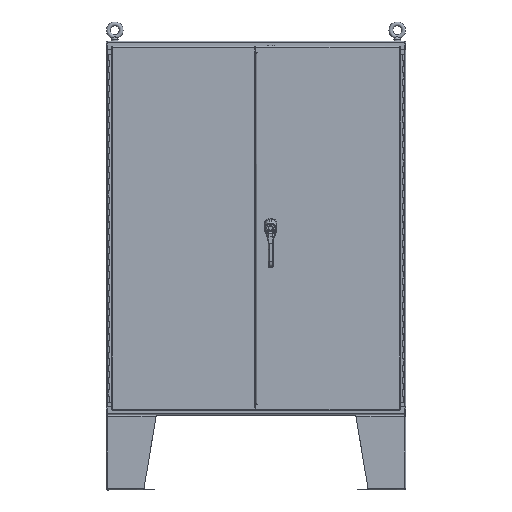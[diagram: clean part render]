
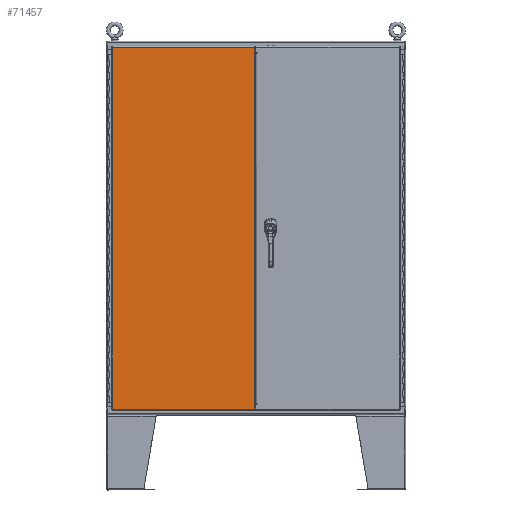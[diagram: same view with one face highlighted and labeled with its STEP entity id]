
A CAD part, top view. The second image highlights one B-rep face of the part: STEP entity #71457.
In plain terms, the highlighted face is planar.
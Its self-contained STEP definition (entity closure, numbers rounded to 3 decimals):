
#12261=PLANE('',#75827);
#13699=FACE_OUTER_BOUND('',#16848,.T.);
#16848=EDGE_LOOP('',(#56453,#56454,#56455,#56456,#56457,#56458,#56459,#56460,
#56461,#56462,#56463,#56464));
#20303=LINE('',#102989,#25705);
#20306=LINE('',#102999,#25708);
#20309=LINE('',#103006,#25711);
#20313=LINE('',#103013,#25715);
#20315=LINE('',#103017,#25717);
#20316=LINE('',#103019,#25718);
#20317=LINE('',#103021,#25719);
#20318=LINE('',#103023,#25720);
#20319=LINE('',#103025,#25721);
#20320=LINE('',#103027,#25722);
#20321=LINE('',#103029,#25723);
#20322=LINE('',#103030,#25724);
#25705=VECTOR('',#83600,0.394);
#25708=VECTOR('',#83613,0.394);
#25711=VECTOR('',#83618,0.394);
#25715=VECTOR('',#83624,0.394);
#25717=VECTOR('',#83628,0.394);
#25718=VECTOR('',#83629,0.394);
#25719=VECTOR('',#83630,0.394);
#25720=VECTOR('',#83631,0.394);
#25721=VECTOR('',#83632,0.394);
#25722=VECTOR('',#83633,0.394);
#25723=VECTOR('',#83634,0.394);
#25724=VECTOR('',#83635,0.394);
#34736=VERTEX_POINT('',#102976);
#34737=VERTEX_POINT('',#102988);
#34739=VERTEX_POINT('',#102998);
#34741=VERTEX_POINT('',#103004);
#34742=VERTEX_POINT('',#103005);
#34745=VERTEX_POINT('',#103016);
#34746=VERTEX_POINT('',#103018);
#34747=VERTEX_POINT('',#103020);
#34748=VERTEX_POINT('',#103022);
#34749=VERTEX_POINT('',#103024);
#34750=VERTEX_POINT('',#103026);
#34751=VERTEX_POINT('',#103028);
#44560=EDGE_CURVE('',#34737,#34736,#20303,.T.);
#44565=EDGE_CURVE('',#34739,#34737,#20306,.T.);
#44568=EDGE_CURVE('',#34741,#34742,#20309,.T.);
#44572=EDGE_CURVE('',#34742,#34739,#20313,.T.);
#44574=EDGE_CURVE('',#34736,#34745,#20315,.T.);
#44575=EDGE_CURVE('',#34745,#34746,#20316,.T.);
#44576=EDGE_CURVE('',#34746,#34747,#20317,.T.);
#44577=EDGE_CURVE('',#34747,#34748,#20318,.T.);
#44578=EDGE_CURVE('',#34748,#34749,#20319,.T.);
#44579=EDGE_CURVE('',#34749,#34750,#20320,.T.);
#44580=EDGE_CURVE('',#34750,#34751,#20321,.T.);
#44581=EDGE_CURVE('',#34751,#34741,#20322,.T.);
#56453=ORIENTED_EDGE('',*,*,#44568,.T.);
#56454=ORIENTED_EDGE('',*,*,#44572,.T.);
#56455=ORIENTED_EDGE('',*,*,#44565,.T.);
#56456=ORIENTED_EDGE('',*,*,#44560,.T.);
#56457=ORIENTED_EDGE('',*,*,#44574,.T.);
#56458=ORIENTED_EDGE('',*,*,#44575,.T.);
#56459=ORIENTED_EDGE('',*,*,#44576,.T.);
#56460=ORIENTED_EDGE('',*,*,#44577,.T.);
#56461=ORIENTED_EDGE('',*,*,#44578,.T.);
#56462=ORIENTED_EDGE('',*,*,#44579,.T.);
#56463=ORIENTED_EDGE('',*,*,#44580,.T.);
#56464=ORIENTED_EDGE('',*,*,#44581,.T.);
#71457=ADVANCED_FACE('',(#13699),#12261,.F.);
#75827=AXIS2_PLACEMENT_3D('',#103015,#83626,#83627);
#83600=DIRECTION('',(0.,-1.,0.));
#83613=DIRECTION('',(1.,0.,0.));
#83618=DIRECTION('',(-1.,0.,0.));
#83624=DIRECTION('',(0.,-1.,0.));
#83626=DIRECTION('center_axis',(0.,0.,1.));
#83627=DIRECTION('ref_axis',(1.,0.,0.));
#83628=DIRECTION('',(-1.,0.,0.));
#83629=DIRECTION('',(0.,-1.,0.));
#83630=DIRECTION('',(1.,0.,0.));
#83631=DIRECTION('',(0.,-1.,0.));
#83632=DIRECTION('',(-1.,0.,0.));
#83633=DIRECTION('',(0.,1.,0.));
#83634=DIRECTION('',(1.,0.,0.));
#83635=DIRECTION('',(0.,-1.,0.));
#102976=CARTESIAN_POINT('',(11.438,-28.49,0.));
#102988=CARTESIAN_POINT('',(11.438,28.49,0.));
#102989=CARTESIAN_POINT('',(11.438,14.245,0.));
#102998=CARTESIAN_POINT('',(11.437,28.49,0.));
#102999=CARTESIAN_POINT('',(5.719,28.49,0.));
#103004=CARTESIAN_POINT('',(11.531,28.49,0.));
#103005=CARTESIAN_POINT('',(11.437,28.49,0.));
#103006=CARTESIAN_POINT('',(5.766,28.49,0.));
#103013=CARTESIAN_POINT('',(11.437,14.245,0.));
#103015=CARTESIAN_POINT('Origin',(0.,0.,0.));
#103016=CARTESIAN_POINT('',(11.437,-28.49,0.));
#103017=CARTESIAN_POINT('',(5.766,-28.49,0.));
#103018=CARTESIAN_POINT('',(11.437,-28.49,0.));
#103019=CARTESIAN_POINT('',(11.437,-14.245,0.));
#103020=CARTESIAN_POINT('',(11.531,-28.49,0.));
#103021=CARTESIAN_POINT('',(5.719,-28.49,0.));
#103022=CARTESIAN_POINT('',(11.531,-29.084,0.));
#103023=CARTESIAN_POINT('',(11.531,29.281,0.));
#103024=CARTESIAN_POINT('',(-11.334,-29.084,0.));
#103025=CARTESIAN_POINT('',(5.766,-29.084,0.));
#103026=CARTESIAN_POINT('',(-11.334,29.084,0.));
#103027=CARTESIAN_POINT('',(-11.334,-14.542,0.));
#103028=CARTESIAN_POINT('',(11.531,29.084,0.));
#103029=CARTESIAN_POINT('',(-5.766,29.084,0.));
#103030=CARTESIAN_POINT('',(11.531,29.281,0.));
